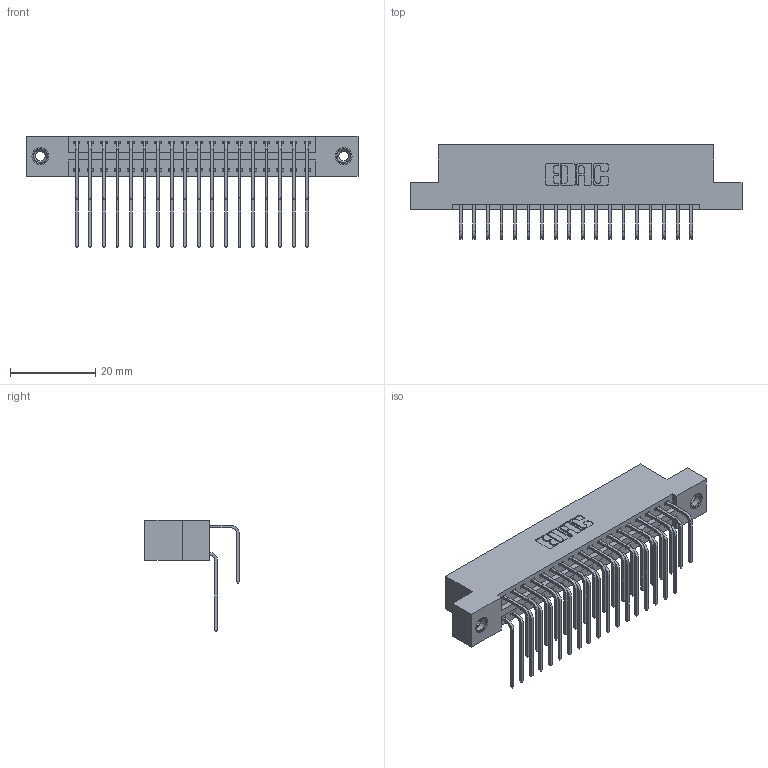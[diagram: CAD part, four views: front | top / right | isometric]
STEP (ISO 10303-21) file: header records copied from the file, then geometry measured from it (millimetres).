
FILE_DESCRIPTION (( 'STEP AP203' ), '1' );
FILE_NAME ('396-036-558-208.STEP', '2019-11-03T07:02:35', ( '' ), ( '' ), 'SwSTEP 2.0', 'SolidWorks 2016', '' );
FILE_SCHEMA (( 'CONFIG_CONTROL_DESIGN' ));
Length unit declared in the file: inch
Products named in the file (5): 345-292-001_558 Tail - 2; 396-036-558-208; 345-292-001_558 559 Tail - 1; 345-250-001_345-250-003-102; 346 Part_Flush Mounting Lugs - 0.156 Dia-TI
Assembly tree (39 placements, depth 2):
  396-036-558-208
    346 Part_Flush Mounting Lugs - 0.156 Dia-TI
    345-292-001_558 559 Tail - 1  x18
    345-292-001_558 Tail - 2  x18
    345-250-001_345-250-003-102  x2
Bounding box: 77.72 x 22.16 x 26.16 mm (x, y, z)
Volume: 7593.8 mm3; surface area: 11077.3 mm2
Topology: 39 solids, 39 shells, 2126 faces, 6261 edges, 4118 vertices
Faces by surface type: plane 1440, cylinder 670, cone 12, torus 4
Entity records: 17948 total; most frequent: CARTESIAN_POINT 3026, ORIENTED_EDGE 2902, DIRECTION 2717, EDGE_CURVE 1451, LINE 1187, VECTOR 1187, VERTEX_POINT 960, AXIS2_PLACEMENT_3D 765
